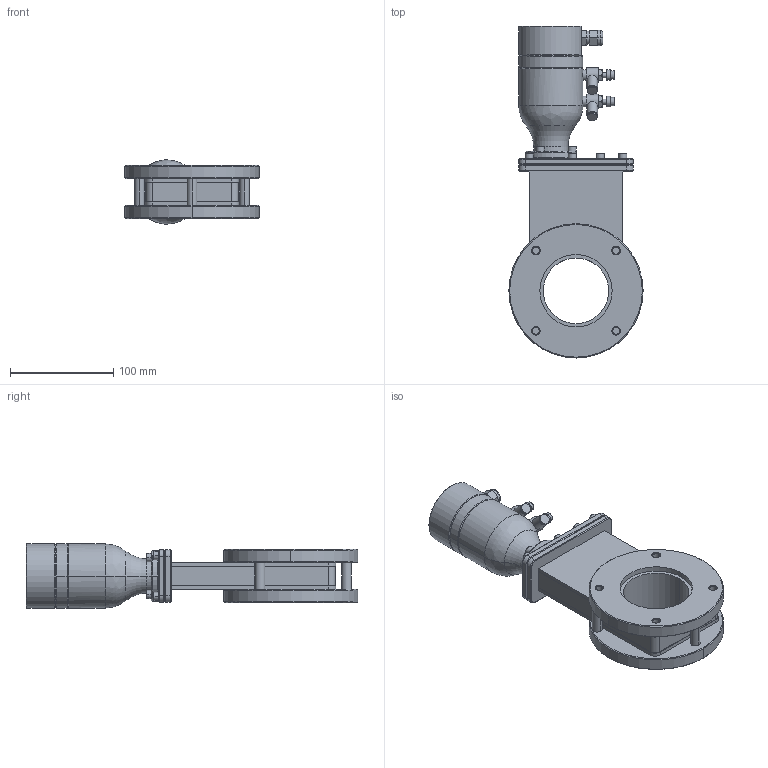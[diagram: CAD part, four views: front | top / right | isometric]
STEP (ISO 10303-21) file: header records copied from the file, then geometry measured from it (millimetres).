
FILE_DESCRIPTION((''),'2;1');
FILE_NAME('11212-0253R','2012-10-12T',('jd'),(''),'PRO/ENGINEER BY PARAMETRIC TECHNOLOGY CORPORATION, 2012060','PRO/ENGINEER BY PARAMETRIC TECHNOLOGY CORPORATION, 2012060','');
FILE_SCHEMA(('CONFIG_CONTROL_DESIGN'));
Length unit declared in the file: inch
Products named in the file (1): 11212-0253R
Bounding box: 130.05 x 321.59 x 62.23 mm (x, y, z)
Volume: 947225.6 mm3; surface area: 120996.2 mm2
Topology: 1 solids, 9 shells, 454 faces, 1040 edges, 645 vertices
Faces by surface type: plane 203, cylinder 129, cone 116, torus 4, bspline 2
Entity records: 13188 total; most frequent: CARTESIAN_POINT 2792, DIRECTION 2239, ORIENTED_EDGE 2048, EDGE_CURVE 1040, AXIS2_PLACEMENT_3D 860, VERTEX_POINT 645, VECTOR 519, LINE 519
